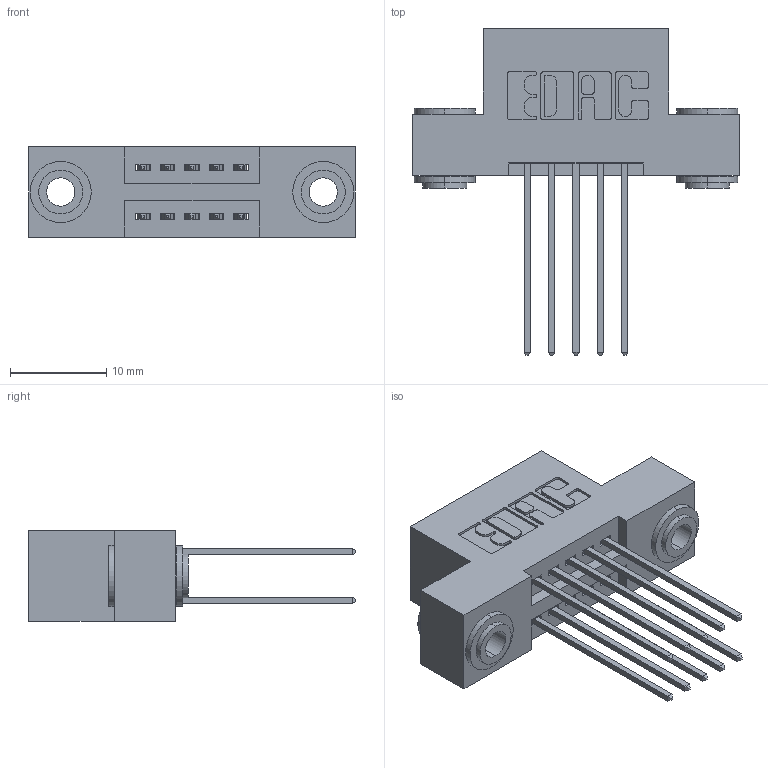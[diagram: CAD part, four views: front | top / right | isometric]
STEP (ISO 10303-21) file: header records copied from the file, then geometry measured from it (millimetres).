
FILE_DESCRIPTION (( 'STEP AP203' ), '1' );
FILE_NAME ('345-010-541-203.STEP', '2018-08-17T10:11:04', ( '' ), ( '' ), 'SwSTEP 2.0', 'SolidWorks 2016', '' );
FILE_SCHEMA (( 'CONFIG_CONTROL_DESIGN' ));
Length unit declared in the file: inch
Products named in the file (4): 345-010-541-203; 345 Part_Flush Mounting Lugs - 0.156 Dia-TH; 345-292-001_345-293-141; 345-250-002_345-250-002-102
Assembly tree (13 placements, depth 2):
  345-010-541-203
    345 Part_Flush Mounting Lugs - 0.156 Dia-TH
    345-292-001_345-293-141  x10
    345-250-002_345-250-002-102  x2
Bounding box: 33.91 x 33.96 x 9.4 mm (x, y, z)
Volume: 3027.3 mm3; surface area: 4232.8 mm2
Topology: 13 solids, 13 shells, 664 faces, 1907 edges, 1254 vertices
Faces by surface type: plane 420, cylinder 236, cone 8
Entity records: 9572 total; most frequent: CARTESIAN_POINT 1615, ORIENTED_EDGE 1542, DIRECTION 1501, EDGE_CURVE 771, VECTOR 595, LINE 595, VERTEX_POINT 510, AXIS2_PLACEMENT_3D 453
